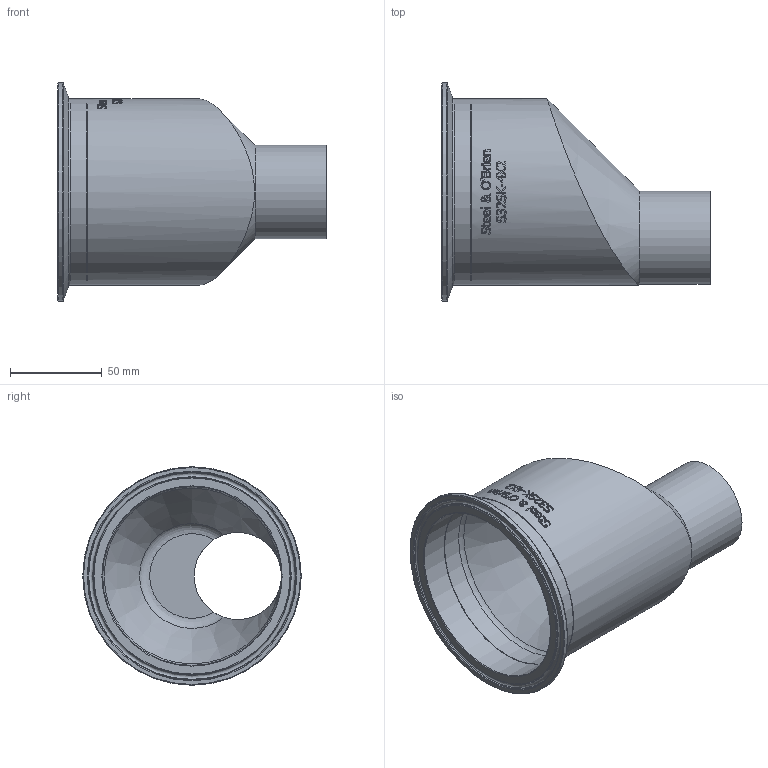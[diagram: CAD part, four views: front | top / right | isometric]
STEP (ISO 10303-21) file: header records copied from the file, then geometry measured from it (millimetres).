
FILE_DESCRIPTION(/* description */ (''),/* implementation_level */ '2;1');
FILE_NAME(/* name */ 'S32SK-4X2.stp',/* time_stamp */ '2018-11-29T13:40:26-05:00',/* author */ ('rick'),/* organization */ (''),/* preprocessor_version */ 'ST-DEVELOPER v15.2',/* originating_system */ 'Autodesk Inventor 2014',/* authorisation */ '');
FILE_SCHEMA (('AUTOMOTIVE_DESIGN { 1 0 10303 214 3 1 1 }'));
Length unit declared in the file: inch
Products named in the file (1): S32SK-4X2
Bounding box: 146.05 x 118.92 x 118.92 mm (x, y, z)
Volume: 282513.4 mm3; surface area: 79457.7 mm2
Topology: 1 solids, 1 shells, 403 faces, 1086 edges, 718 vertices
Faces by surface type: bspline 192, plane 154, cylinder 39, torus 13, cone 5
Full cylindrical faces by diameter (mm): 47.498 x1, 50.8 x1, 97.384 x2, 101.6 x2, 118.923 x1
Entity records: 16022 total; most frequent: CARTESIAN_POINT 7076, ORIENTED_EDGE 2122, DIRECTION 1302, EDGE_CURVE 1061, VERTEX_POINT 715, LINE 462, VECTOR 462, EDGE_LOOP 460
